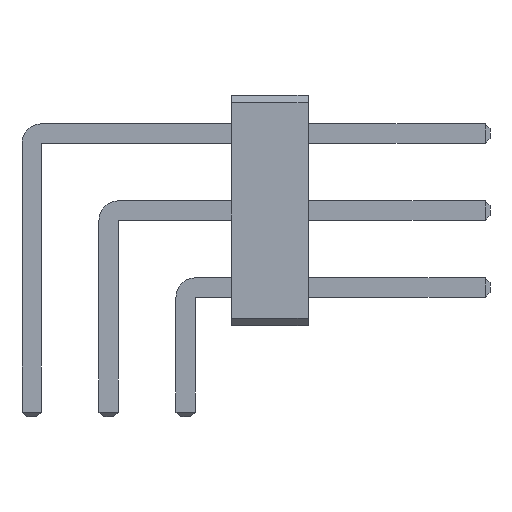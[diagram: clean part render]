
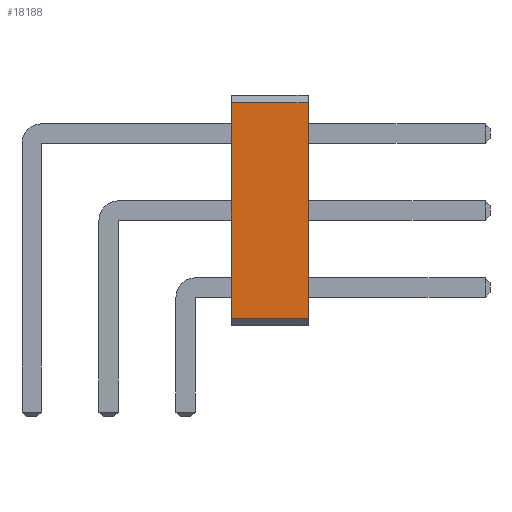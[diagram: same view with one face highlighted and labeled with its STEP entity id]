
A CAD part, front view. The second image highlights one B-rep face of the part: STEP entity #18188.
In plain terms, the highlighted planar face has unit normal (0, -1, 0).
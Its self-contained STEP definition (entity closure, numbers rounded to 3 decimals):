
#18188 = ADVANCED_FACE('',(#18189),#18223,.T.);
#18189 = FACE_BOUND('',#18190,.T.);
#18190 = EDGE_LOOP('',(#18191,#18201,#18209,#18217));
#18191 = ORIENTED_EDGE('',*,*,#18192,.T.);
#18192 = EDGE_CURVE('',#18193,#18195,#18197,.T.);
#18193 = VERTEX_POINT('',#18194);
#18194 = CARTESIAN_POINT('',(6.58,-24.13,0.254));
#18195 = VERTEX_POINT('',#18196);
#18196 = CARTESIAN_POINT('',(9.12,-24.13,0.254));
#18197 = LINE('',#18198,#18199);
#18198 = CARTESIAN_POINT('',(6.58,-24.13,0.254));
#18199 = VECTOR('',#18200,1.);
#18200 = DIRECTION('',(1.,0.,0.));
#18201 = ORIENTED_EDGE('',*,*,#18202,.T.);
#18202 = EDGE_CURVE('',#18195,#18203,#18205,.T.);
#18203 = VERTEX_POINT('',#18204);
#18204 = CARTESIAN_POINT('',(9.12,-24.13,7.366));
#18205 = LINE('',#18206,#18207);
#18206 = CARTESIAN_POINT('',(9.12,-24.13,0.254));
#18207 = VECTOR('',#18208,1.);
#18208 = DIRECTION('',(0.,0.,1.));
#18209 = ORIENTED_EDGE('',*,*,#18210,.F.);
#18210 = EDGE_CURVE('',#18211,#18203,#18213,.T.);
#18211 = VERTEX_POINT('',#18212);
#18212 = CARTESIAN_POINT('',(6.58,-24.13,7.366));
#18213 = LINE('',#18214,#18215);
#18214 = CARTESIAN_POINT('',(6.58,-24.13,7.366));
#18215 = VECTOR('',#18216,1.);
#18216 = DIRECTION('',(1.,0.,0.));
#18217 = ORIENTED_EDGE('',*,*,#18218,.F.);
#18218 = EDGE_CURVE('',#18193,#18211,#18219,.T.);
#18219 = LINE('',#18220,#18221);
#18220 = CARTESIAN_POINT('',(6.58,-24.13,0.254));
#18221 = VECTOR('',#18222,1.);
#18222 = DIRECTION('',(0.,0.,1.));
#18223 = PLANE('',#18224);
#18224 = AXIS2_PLACEMENT_3D('',#18225,#18226,#18227);
#18225 = CARTESIAN_POINT('',(6.58,-24.13,0.254));
#18226 = DIRECTION('',(0.,-1.,0.));
#18227 = DIRECTION('',(0.,0.,1.));
